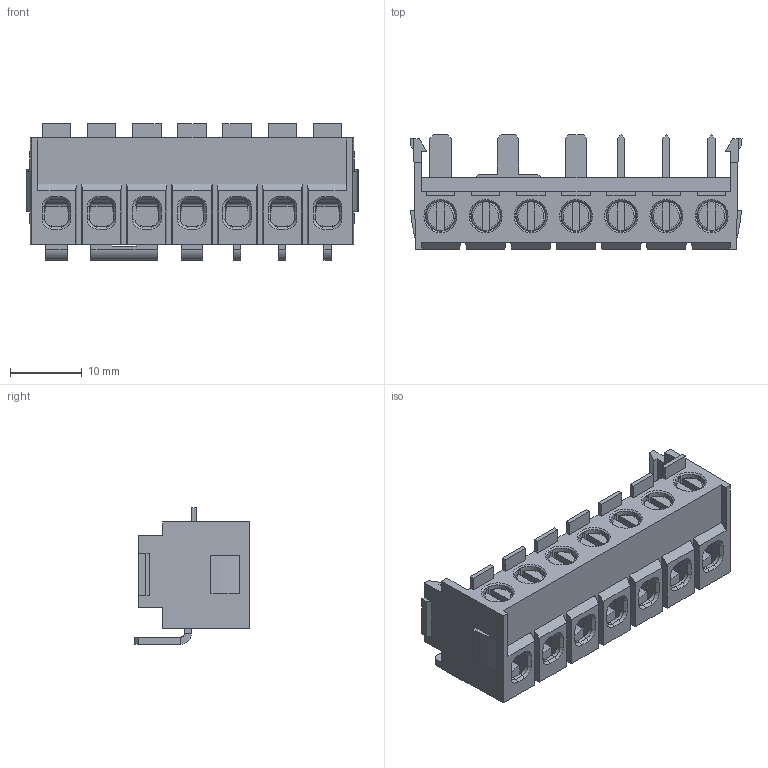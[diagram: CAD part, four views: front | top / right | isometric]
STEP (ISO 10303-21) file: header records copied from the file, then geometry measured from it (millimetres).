
FILE_DESCRIPTION((''),'2;1');
FILE_NAME('CP_EO-DY_ASM__ASM_1_ASM01_60_ASM','2020-11-24T15:07:58',('Administrator'),(''),'CREO PARAMETRIC BY PTC INC, 2020154','CREO PARAMETRIC BY PTC INC, 2020154','');
FILE_SCHEMA(('CONFIG_CONTROL_DESIGN','SHAPE_APPEARANCE_LAYERS_GROUPS'));
Length unit declared in the file: millimetre
Products named in the file (7): CP_RTC07_16__1_60; CP_RTC07_17__1_60; CP_RTC07_18__1_60; CP_RTC07_19__1_60; CP_RTC07_21__1_60; CP_RTC07_20__1_60; CP_EO-DY_ASM__ASM_1_ASM01_60_ASM
Assembly tree (21 placements, depth 2):
  CP_EO-DY_ASM__ASM_1_ASM01_60_ASM
    CP_RTC07_16__1_60
    CP_RTC07_17__1_60  x7
    CP_RTC07_18__1_60  x7
    CP_RTC07_19__1_60  x2
    CP_RTC07_21__1_60  x3
    CP_RTC07_20__1_60
Bounding box: 46.29 x 15.96 x 19.06 mm (x, y, z)
Volume: 4421.7 mm3; surface area: 9348.5 mm2
Topology: 21 solids, 21 shells, 1136 faces, 3166 edges, 2088 vertices
Faces by surface type: plane 597, cylinder 329, bspline 91, cone 77, torus 42
Entity records: 27383 total; most frequent: CARTESIAN_POINT 7277, ORIENTED_EDGE 3446, DIRECTION 3227, EDGE_CURVE 1723, VECTOR 1267, LINE 1267, PRESENTATION_STYLE_ASSIGNMENT 1173, STYLED_ITEM 1173
